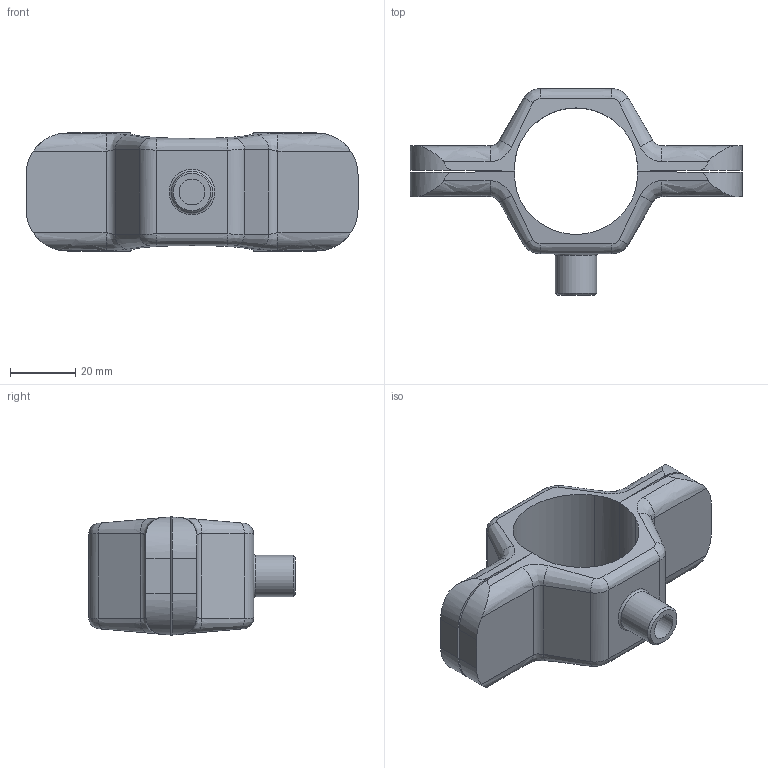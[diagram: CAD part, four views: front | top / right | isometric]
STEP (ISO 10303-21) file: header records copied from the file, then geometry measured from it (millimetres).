
FILE_DESCRIPTION (( 'STEP AP214' ), '1' );
FILE_NAME ('PHHTC1.5X.XT304SA 05052018.STEP', '2018-05-05T13:10:56', ( 'admin' ), ( '' ), 'SwSTEP 2.0', 'SolidWorks 2013', '' );
FILE_SCHEMA (( 'AUTOMOTIVE_DESIGN' ));
Length unit declared in the file: inch
Products named in the file (1): PHHTC1.5X.XT304SA 05052018
Bounding box: 101.6 x 63.16 x 36.17 mm (x, y, z)
Volume: 57519.5 mm3; surface area: 20395.5 mm2
Topology: 1 solids, 1 shells, 106 faces, 254 edges, 150 vertices
Faces by surface type: plane 40, bspline 36, cylinder 28, torus 1, cone 1
Full cylindrical faces by diameter (mm): 7.95 x1, 12.7 x1
Entity records: 3866 total; most frequent: CARTESIAN_POINT 1877, ORIENTED_EDGE 500, DIRECTION 274, EDGE_CURVE 250, VERTEX_POINT 150, EDGE_LOOP 112, FACE_OUTER_BOUND 109, ADVANCED_FACE 106
